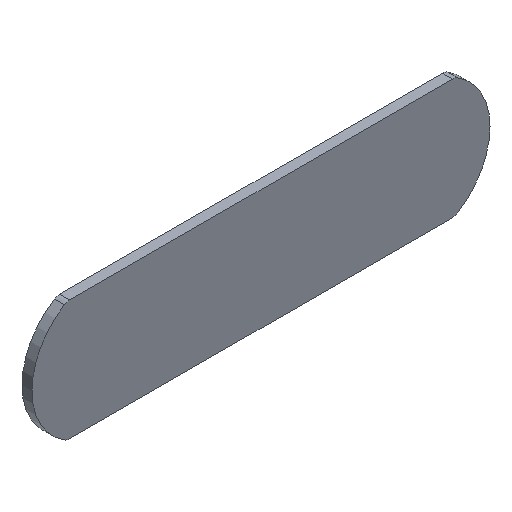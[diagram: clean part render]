
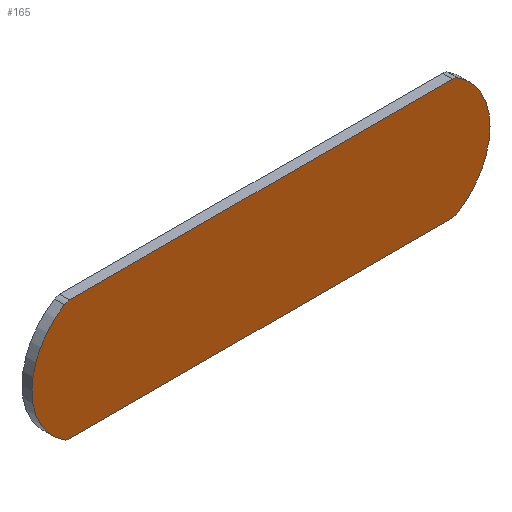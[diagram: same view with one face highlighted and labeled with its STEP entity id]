
A CAD part, isometric view. The second image highlights one B-rep face of the part: STEP entity #165.
In plain terms, the highlighted planar face has unit normal (0, -1, 0).
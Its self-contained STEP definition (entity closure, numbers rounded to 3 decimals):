
#2=CARTESIAN_POINT('',(-38.214,0.,10.));
#3=DIRECTION('',(0.,-1.,0.));
#4=DIRECTION('',(0.,0.,1.));
#5=AXIS2_PLACEMENT_3D('',#2,#3,#4);
#7=DIRECTION('',(1.,0.,0.));
#8=VECTOR('',#7,76.428);
#9=CARTESIAN_POINT('',(-38.214,0.,12.));
#10=LINE('',#9,#8);
#11=CARTESIAN_POINT('',(38.214,0.,10.));
#12=DIRECTION('',(0.,-1.,0.));
#13=DIRECTION('',(0.531,0.,0.847));
#14=AXIS2_PLACEMENT_3D('',#11,#12,#13);
#16=CARTESIAN_POINT('',(31.95,0.,0.));
#17=DIRECTION('',(0.,1.,0.));
#18=DIRECTION('',(0.531,0.,0.847));
#19=AXIS2_PLACEMENT_3D('',#16,#17,#18);
#21=CARTESIAN_POINT('',(38.214,0.,-10.));
#22=DIRECTION('',(0.,-1.,0.));
#23=DIRECTION('',(0.,0.,-1.));
#24=AXIS2_PLACEMENT_3D('',#21,#22,#23);
#26=DIRECTION('',(-1.,0.,0.));
#27=VECTOR('',#26,76.428);
#28=CARTESIAN_POINT('',(38.214,0.,-12.));
#29=LINE('',#28,#27);
#30=CARTESIAN_POINT('',(-38.214,0.,-10.));
#31=DIRECTION('',(0.,-1.,0.));
#32=DIRECTION('',(-0.531,0.,-0.847));
#33=AXIS2_PLACEMENT_3D('',#30,#31,#32);
#35=CARTESIAN_POINT('',(-31.95,0.,0.));
#36=DIRECTION('',(0.,1.,0.));
#37=DIRECTION('',(-0.531,0.,-0.847));
#38=AXIS2_PLACEMENT_3D('',#35,#36,#37);
#110=CARTESIAN_POINT('',(-38.214,0.,12.));
#111=CARTESIAN_POINT('',(-39.276,0.,11.695));
#112=VERTEX_POINT('',#110);
#113=VERTEX_POINT('',#111);
#118=CARTESIAN_POINT('',(39.276,0.,11.695));
#119=CARTESIAN_POINT('',(38.214,0.,12.));
#120=VERTEX_POINT('',#118);
#121=VERTEX_POINT('',#119);
#126=CARTESIAN_POINT('',(38.214,0.,-12.));
#127=CARTESIAN_POINT('',(39.276,0.,-11.695));
#128=VERTEX_POINT('',#126);
#129=VERTEX_POINT('',#127);
#134=CARTESIAN_POINT('',(-39.276,0.,-11.695));
#135=CARTESIAN_POINT('',(-38.214,0.,-12.));
#136=VERTEX_POINT('',#134);
#137=VERTEX_POINT('',#135);
#142=CARTESIAN_POINT('',(0.,0.,0.));
#143=DIRECTION('',(0.,1.,0.));
#144=DIRECTION('',(1.,0.,0.));
#145=AXIS2_PLACEMENT_3D('',#142,#143,#144);
#146=PLANE('',#145);
#148=ORIENTED_EDGE('',*,*,#147,.F.);
#150=ORIENTED_EDGE('',*,*,#149,.T.);
#152=ORIENTED_EDGE('',*,*,#151,.F.);
#154=ORIENTED_EDGE('',*,*,#153,.T.);
#156=ORIENTED_EDGE('',*,*,#155,.F.);
#158=ORIENTED_EDGE('',*,*,#157,.T.);
#160=ORIENTED_EDGE('',*,*,#159,.F.);
#162=ORIENTED_EDGE('',*,*,#161,.T.);
#163=EDGE_LOOP('',(#148,#150,#152,#154,#156,#158,#160,#162));
#164=FACE_OUTER_BOUND('',#163,.F.);
#165=ADVANCED_FACE('',(#164),#146,.F.);
#6=CIRCLE('',#5,2.);
#15=CIRCLE('',#14,2.);
#20=CIRCLE('',#19,13.8);
#25=CIRCLE('',#24,2.);
#34=CIRCLE('',#33,2.);
#39=CIRCLE('',#38,13.8);
#147=EDGE_CURVE('',#112,#113,#6,.T.);
#149=EDGE_CURVE('',#112,#121,#10,.T.);
#151=EDGE_CURVE('',#120,#121,#15,.T.);
#153=EDGE_CURVE('',#120,#129,#20,.T.);
#155=EDGE_CURVE('',#128,#129,#25,.T.);
#157=EDGE_CURVE('',#128,#137,#29,.T.);
#159=EDGE_CURVE('',#136,#137,#34,.T.);
#161=EDGE_CURVE('',#136,#113,#39,.T.);
